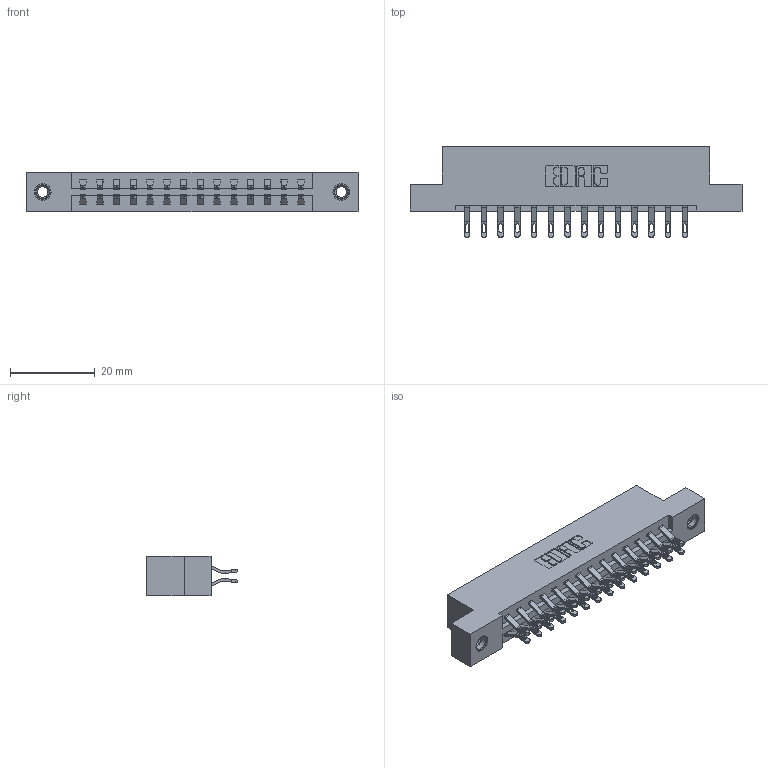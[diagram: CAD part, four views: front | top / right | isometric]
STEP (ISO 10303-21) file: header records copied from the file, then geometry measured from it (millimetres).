
FILE_DESCRIPTION (( 'STEP AP203' ), '1' );
FILE_NAME ('337-028-555-207.STEP', '2018-08-06T11:39:28', ( '' ), ( '' ), 'SwSTEP 2.0', 'SolidWorks 2016', '' );
FILE_SCHEMA (( 'CONFIG_CONTROL_DESIGN' ));
Length unit declared in the file: inch
Products named in the file (4): 337-028-555-207; 337 Part_Flush Mounting Lugs - 0.156 Dia-TI; 345-292-001_555 Tail; 345-250-001_345-250-005-103
Assembly tree (31 placements, depth 2):
  337-028-555-207
    337 Part_Flush Mounting Lugs - 0.156 Dia-TI
    345-292-001_555 Tail  x28
    345-250-001_345-250-005-103  x2
Bounding box: 78.49 x 21.47 x 9.4 mm (x, y, z)
Volume: 7966.5 mm3; surface area: 9076.1 mm2
Topology: 31 solids, 31 shells, 1854 faces, 5739 edges, 3818 vertices
Faces by surface type: plane 1110, cylinder 728, cone 12, torus 4
Entity records: 15988 total; most frequent: CARTESIAN_POINT 2731, ORIENTED_EDGE 2630, DIRECTION 2377, EDGE_CURVE 1315, VECTOR 1147, LINE 1147, VERTEX_POINT 872, AXIS2_PLACEMENT_3D 615
